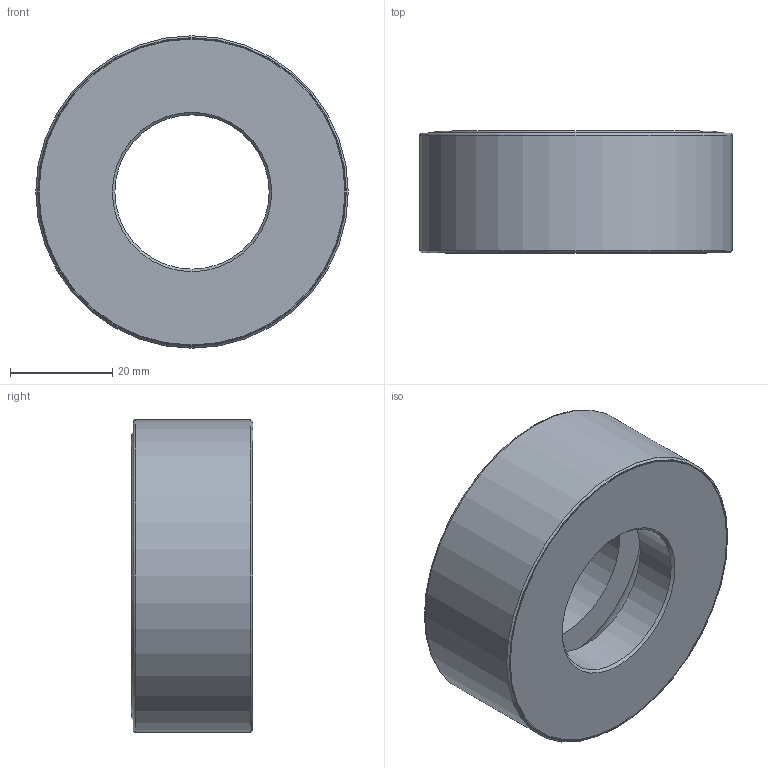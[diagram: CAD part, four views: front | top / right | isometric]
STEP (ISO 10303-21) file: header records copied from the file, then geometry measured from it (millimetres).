
FILE_DESCRIPTION (( 'STEP AP203' ), '1' );
FILE_NAME ('T-100-14.step', '2016-06-29T18:27:18', ( '' ), ( '' ), 'SwSTEP 2.0', 'SolidWorks 2016', '' );
FILE_SCHEMA (( 'CONFIG_CONTROL_DESIGN' ));
Length unit declared in the file: inch
Products named in the file (1): T-100-14
Bounding box: 61.12 x 23.81 x 61.12 mm (x, y, z)
Volume: 38626.7 mm3; surface area: 20963.9 mm2
Topology: 6 solids, 6 shells, 28 faces, 51 edges, 32 vertices
Faces by surface type: plane 9, cylinder 7, cone 5, sphere 4, torus 3
Full cylindrical faces by diameter (mm): 30.162 x2, 57.055 x1, 59.747 x1, 60.103 x2, 61.119 x1
Entity records: 601 total; most frequent: DIRECTION 106, CARTESIAN_POINT 77, AXIS2_PLACEMENT_3D 53, ORIENTED_EDGE 48, EDGE_LOOP 48, FACE_OUTER_BOUND 34, ADVANCED_FACE 28, CIRCLE 24
